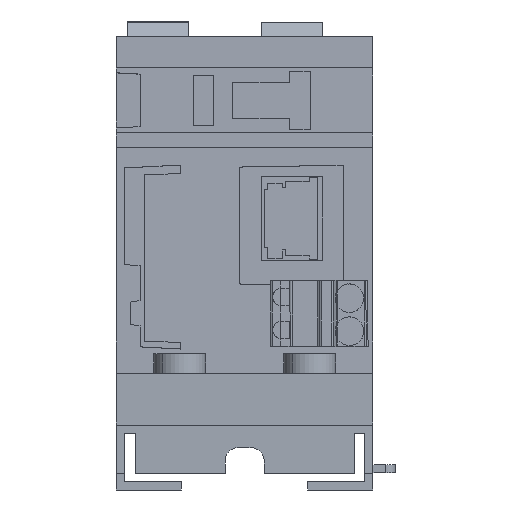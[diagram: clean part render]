
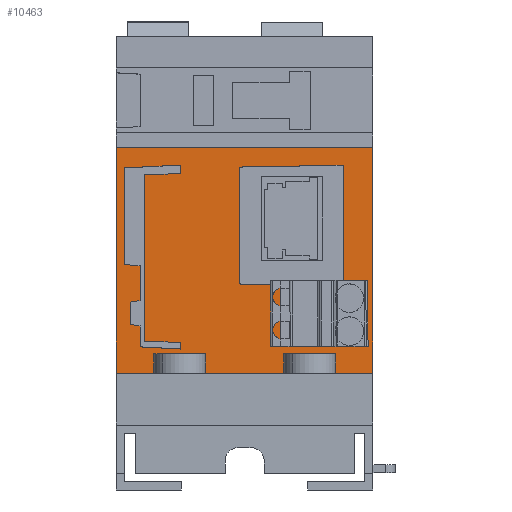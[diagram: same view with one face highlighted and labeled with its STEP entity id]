
A CAD part, front view. The second image highlights one B-rep face of the part: STEP entity #10463.
In plain terms, the highlighted planar face has unit normal (0, -1, 0.004).
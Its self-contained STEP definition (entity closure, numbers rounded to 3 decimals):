
#1363=DIRECTION('',(0.,-0.004,-1.));
#1364=VECTOR('',#1363,34.717);
#1365=CARTESIAN_POINT('',(39.5,-182.465,52.717));
#1366=LINE('',#1365,#1364);
#1683=DIRECTION('',(0.,-0.004,-1.));
#1684=VECTOR('',#1683,34.717);
#1685=CARTESIAN_POINT('',(0.,-182.465,52.717));
#1686=LINE('',#1685,#1684);
#2063=DIRECTION('',(-1.,0.,0.));
#2064=VECTOR('',#2063,39.5);
#2065=CARTESIAN_POINT('',(39.5,-182.465,52.717));
#2066=LINE('',#2065,#2064);
#2067=DIRECTION('',(0.,-0.004,-1.));
#2068=VECTOR('',#2067,3.221);
#2069=CARTESIAN_POINT('',(3.65,-182.582,25.252));
#2070=LINE('',#2069,#2068);
#2071=DIRECTION('',(0.999,0.,-0.052));
#2072=VECTOR('',#2071,6.209);
#2073=CARTESIAN_POINT('',(3.65,-182.596,22.031));
#2074=LINE('',#2073,#2072);
#2075=DIRECTION('',(0.,0.004,1.));
#2076=VECTOR('',#2075,1.01);
#2077=CARTESIAN_POINT('',(9.85,-182.597,21.706));
#2078=LINE('',#2077,#2076);
#2079=DIRECTION('',(-0.999,0.,0.035));
#2080=VECTOR('',#2079,5.503);
#2081=CARTESIAN_POINT('',(9.85,-182.593,22.717));
#2082=LINE('',#2081,#2080);
#2083=DIRECTION('',(0.,0.004,1.));
#2084=VECTOR('',#2083,25.616);
#2085=CARTESIAN_POINT('',(4.35,-182.592,22.909));
#2086=LINE('',#2085,#2084);
#2087=DIRECTION('',(0.999,0.,0.035));
#2088=VECTOR('',#2087,5.503);
#2089=CARTESIAN_POINT('',(4.35,-182.483,48.525));
#2090=LINE('',#2089,#2088);
#2091=DIRECTION('',(0.,0.004,1.));
#2092=VECTOR('',#2091,1.31);
#2093=CARTESIAN_POINT('',(9.85,-182.482,48.717));
#2094=LINE('',#2093,#2092);
#2095=DIRECTION('',(-0.999,0.,-0.052));
#2096=VECTOR('',#2095,8.612);
#2097=CARTESIAN_POINT('',(9.85,-182.476,50.027));
#2098=LINE('',#2097,#2096);
#2099=DIRECTION('',(0.,-0.004,-1.));
#2100=VECTOR('',#2099,14.86);
#2101=CARTESIAN_POINT('',(1.25,-182.478,49.576));
#2102=LINE('',#2101,#2100);
#2103=DIRECTION('',(0.996,0.,-0.087));
#2104=VECTOR('',#2103,2.409);
#2105=CARTESIAN_POINT('',(1.25,-182.542,34.717));
#2106=LINE('',#2105,#2104);
#2107=DIRECTION('',(0.,-0.004,-1.));
#2108=VECTOR('',#2107,5.326);
#2109=CARTESIAN_POINT('',(3.65,-182.542,34.507));
#2110=LINE('',#2109,#2108);
#2111=DIRECTION('',(-0.985,-0.001,-0.174));
#2112=VECTOR('',#2111,1.523);
#2113=CARTESIAN_POINT('',(3.65,-182.565,29.181));
#2114=LINE('',#2113,#2112);
#2115=DIRECTION('',(0.,-0.004,-1.));
#2116=VECTOR('',#2115,3.4);
#2117=CARTESIAN_POINT('',(2.15,-182.566,28.917));
#2118=LINE('',#2117,#2116);
#2119=DIRECTION('',(0.985,-0.001,-0.174));
#2120=VECTOR('',#2119,1.523);
#2121=CARTESIAN_POINT('',(2.15,-182.581,25.517));
#2122=LINE('',#2121,#2120);
#2123=DIRECTION('',(1.,0.,-0.017));
#2124=VECTOR('',#2123,8.183);
#2125=CARTESIAN_POINT('',(18.93,-182.554,31.717));
#2126=LINE('',#2125,#2124);
#2127=DIRECTION('',(-0.002,0.004,1.));
#2128=VECTOR('',#2127,9.545);
#2129=CARTESIAN_POINT('',(27.128,-182.596,22.029));
#2130=LINE('',#2129,#2128);
#2131=DIRECTION('',(-1.,0.,-0.002));
#2132=VECTOR('',#2131,4.915);
#2133=CARTESIAN_POINT('',(32.043,-182.596,22.038));
#2134=LINE('',#2133,#2132);
#2135=DIRECTION('',(-0.002,0.004,1.));
#2136=VECTOR('',#2135,9.451);
#2137=CARTESIAN_POINT('',(32.043,-182.596,22.038));
#2138=LINE('',#2137,#2136);
#2139=DIRECTION('',(1.,0.,-0.017));
#2140=VECTOR('',#2139,2.874);
#2141=CARTESIAN_POINT('',(32.027,-182.555,31.488));
#2142=LINE('',#2141,#2140);
#2143=DIRECTION('',(0.,0.004,1.));
#2144=VECTOR('',#2143,18.558);
#2145=CARTESIAN_POINT('',(34.9,-182.556,31.438));
#2146=LINE('',#2145,#2144);
#2147=DIRECTION('',(-1.,0.,-0.017));
#2148=VECTOR('',#2147,15.972);
#2149=CARTESIAN_POINT('',(34.9,-182.477,49.995));
#2150=LINE('',#2149,#2148);
#2151=DIRECTION('',(0.,-0.004,-1.));
#2152=VECTOR('',#2151,18.);
#2153=CARTESIAN_POINT('',(18.93,-182.478,49.717));
#2154=LINE('',#2153,#2152);
#2155=DIRECTION('',(-1.,0.,0.));
#2156=VECTOR('',#2155,39.5);
#2157=CARTESIAN_POINT('',(39.5,-182.613,18.));
#2158=LINE('',#2157,#2156);
#7731=CARTESIAN_POINT('',(39.5,-182.465,52.717));
#7732=VERTEX_POINT('',#7731);
#7733=CARTESIAN_POINT('',(39.5,-182.613,18.));
#7734=VERTEX_POINT('',#7733);
#7801=CARTESIAN_POINT('',(0.,-182.465,52.717));
#7802=VERTEX_POINT('',#7801);
#7803=CARTESIAN_POINT('',(0.,-182.613,18.));
#7804=VERTEX_POINT('',#7803);
#8381=CARTESIAN_POINT('',(32.043,-182.596,22.038));
#8382=CARTESIAN_POINT('',(27.128,-182.596,22.029));
#8383=VERTEX_POINT('',#8381);
#8384=VERTEX_POINT('',#8382);
#8581=CARTESIAN_POINT('',(3.65,-182.582,25.252));
#8582=CARTESIAN_POINT('',(3.65,-182.596,22.031));
#8583=VERTEX_POINT('',#8581);
#8584=VERTEX_POINT('',#8582);
#8585=CARTESIAN_POINT('',(9.85,-182.597,21.706));
#8586=VERTEX_POINT('',#8585);
#8587=CARTESIAN_POINT('',(9.85,-182.593,22.717));
#8588=VERTEX_POINT('',#8587);
#8589=CARTESIAN_POINT('',(4.35,-182.592,22.909));
#8590=VERTEX_POINT('',#8589);
#8591=CARTESIAN_POINT('',(4.35,-182.483,48.525));
#8592=VERTEX_POINT('',#8591);
#8593=CARTESIAN_POINT('',(9.85,-182.482,48.717));
#8594=VERTEX_POINT('',#8593);
#8595=CARTESIAN_POINT('',(9.85,-182.476,50.027));
#8596=VERTEX_POINT('',#8595);
#8597=CARTESIAN_POINT('',(1.25,-182.478,49.576));
#8598=VERTEX_POINT('',#8597);
#8599=CARTESIAN_POINT('',(1.25,-182.542,34.717));
#8600=VERTEX_POINT('',#8599);
#8601=CARTESIAN_POINT('',(3.65,-182.542,34.507));
#8602=VERTEX_POINT('',#8601);
#8603=CARTESIAN_POINT('',(3.65,-182.565,29.181));
#8604=VERTEX_POINT('',#8603);
#8605=CARTESIAN_POINT('',(2.15,-182.566,28.917));
#8606=VERTEX_POINT('',#8605);
#8607=CARTESIAN_POINT('',(2.15,-182.581,25.517));
#8608=VERTEX_POINT('',#8607);
#8609=CARTESIAN_POINT('',(18.93,-182.554,31.717));
#8610=CARTESIAN_POINT('',(27.112,-182.555,31.574));
#8611=VERTEX_POINT('',#8609);
#8612=VERTEX_POINT('',#8610);
#8613=CARTESIAN_POINT('',(32.027,-182.555,31.488));
#8614=CARTESIAN_POINT('',(34.9,-182.556,31.438));
#8615=VERTEX_POINT('',#8613);
#8616=VERTEX_POINT('',#8614);
#8617=CARTESIAN_POINT('',(34.9,-182.477,49.995));
#8618=VERTEX_POINT('',#8617);
#8619=CARTESIAN_POINT('',(18.93,-182.478,49.717));
#8620=VERTEX_POINT('',#8619);
#10403=CARTESIAN_POINT('',(39.5,-182.465,52.717));
#10404=DIRECTION('',(0.,-1.,0.004));
#10405=DIRECTION('',(0.,-0.004,-1.));
#10406=AXIS2_PLACEMENT_3D('',#10403,#10404,#10405);
#10407=PLANE('',#10406);
#10408=ORIENTED_EDGE('',*,*,#9766,.T.);
#10410=ORIENTED_EDGE('',*,*,#10409,.T.);
#10411=ORIENTED_EDGE('',*,*,#10149,.F.);
#10413=ORIENTED_EDGE('',*,*,#10412,.F.);
#10414=EDGE_LOOP('',(#10408,#10410,#10411,#10413));
#10415=FACE_OUTER_BOUND('',#10414,.F.);
#10416=ORIENTED_EDGE('',*,*,#10393,.T.);
#10418=ORIENTED_EDGE('',*,*,#10417,.T.);
#10420=ORIENTED_EDGE('',*,*,#10419,.T.);
#10422=ORIENTED_EDGE('',*,*,#10421,.T.);
#10424=ORIENTED_EDGE('',*,*,#10423,.T.);
#10426=ORIENTED_EDGE('',*,*,#10425,.T.);
#10428=ORIENTED_EDGE('',*,*,#10427,.T.);
#10430=ORIENTED_EDGE('',*,*,#10429,.T.);
#10432=ORIENTED_EDGE('',*,*,#10431,.T.);
#10434=ORIENTED_EDGE('',*,*,#10433,.T.);
#10436=ORIENTED_EDGE('',*,*,#10435,.T.);
#10438=ORIENTED_EDGE('',*,*,#10437,.T.);
#10440=ORIENTED_EDGE('',*,*,#10439,.T.);
#10442=ORIENTED_EDGE('',*,*,#10441,.T.);
#10443=EDGE_LOOP('',(#10416,#10418,#10420,#10422,#10424,#10426,#10428,#10430,
#10432,#10434,#10436,#10438,#10440,#10442));
#10444=FACE_BOUND('',#10443,.F.);
#10446=ORIENTED_EDGE('',*,*,#10445,.T.);
#10448=ORIENTED_EDGE('',*,*,#10447,.F.);
#10450=ORIENTED_EDGE('',*,*,#10449,.F.);
#10452=ORIENTED_EDGE('',*,*,#10451,.T.);
#10454=ORIENTED_EDGE('',*,*,#10453,.T.);
#10456=ORIENTED_EDGE('',*,*,#10455,.T.);
#10458=ORIENTED_EDGE('',*,*,#10457,.T.);
#10460=ORIENTED_EDGE('',*,*,#10459,.T.);
#10461=EDGE_LOOP('',(#10446,#10448,#10450,#10452,#10454,#10456,#10458,#10460));
#10462=FACE_BOUND('',#10461,.F.);
#10463=ADVANCED_FACE('',(#10415,#10444,#10462),#10407,.T.);
#9766=EDGE_CURVE('',#7732,#7734,#1366,.T.);
#10149=EDGE_CURVE('',#7802,#7804,#1686,.T.);
#10393=EDGE_CURVE('',#8583,#8584,#2070,.T.);
#10409=EDGE_CURVE('',#7734,#7804,#2158,.T.);
#10412=EDGE_CURVE('',#7732,#7802,#2066,.T.);
#10417=EDGE_CURVE('',#8584,#8586,#2074,.T.);
#10419=EDGE_CURVE('',#8586,#8588,#2078,.T.);
#10421=EDGE_CURVE('',#8588,#8590,#2082,.T.);
#10423=EDGE_CURVE('',#8590,#8592,#2086,.T.);
#10425=EDGE_CURVE('',#8592,#8594,#2090,.T.);
#10427=EDGE_CURVE('',#8594,#8596,#2094,.T.);
#10429=EDGE_CURVE('',#8596,#8598,#2098,.T.);
#10431=EDGE_CURVE('',#8598,#8600,#2102,.T.);
#10433=EDGE_CURVE('',#8600,#8602,#2106,.T.);
#10435=EDGE_CURVE('',#8602,#8604,#2110,.T.);
#10437=EDGE_CURVE('',#8604,#8606,#2114,.T.);
#10439=EDGE_CURVE('',#8606,#8608,#2118,.T.);
#10441=EDGE_CURVE('',#8608,#8583,#2122,.T.);
#10445=EDGE_CURVE('',#8611,#8612,#2126,.T.);
#10447=EDGE_CURVE('',#8384,#8612,#2130,.T.);
#10449=EDGE_CURVE('',#8383,#8384,#2134,.T.);
#10451=EDGE_CURVE('',#8383,#8615,#2138,.T.);
#10453=EDGE_CURVE('',#8615,#8616,#2142,.T.);
#10455=EDGE_CURVE('',#8616,#8618,#2146,.T.);
#10457=EDGE_CURVE('',#8618,#8620,#2150,.T.);
#10459=EDGE_CURVE('',#8620,#8611,#2154,.T.);
